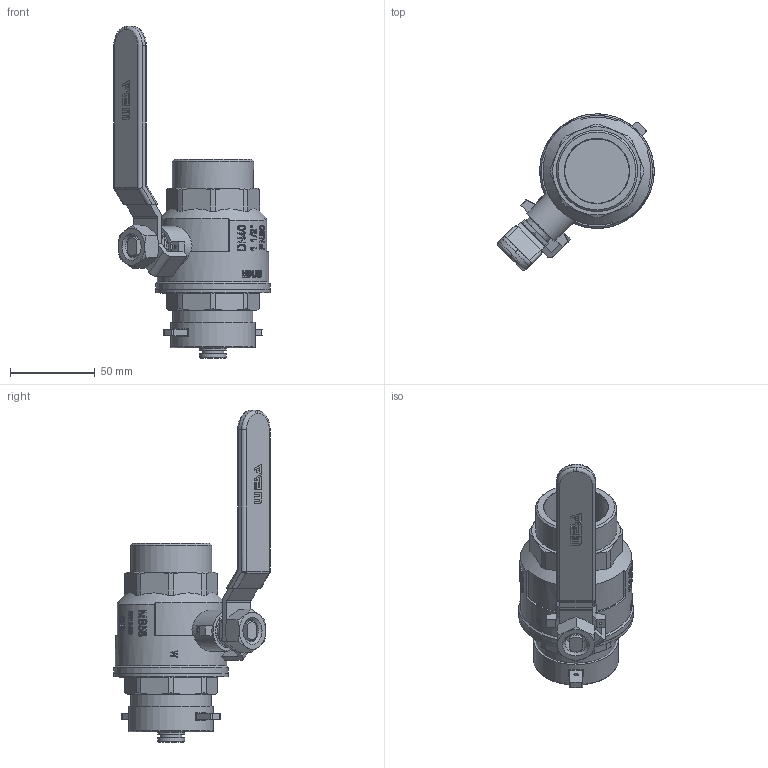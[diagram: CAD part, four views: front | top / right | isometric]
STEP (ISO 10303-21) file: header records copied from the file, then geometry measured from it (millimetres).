
FILE_DESCRIPTION(/* description */ ('Unknown','CAx-IF Rec.Pracs.---Representation and Presentation of Product Manufacturing Information (PMI)---4.0---2014-10-13','CAx-IF Rec.Pracs.---3D Tessellated Geometry---0.4---2014-09-14','2;1'),/* implementation_level */ '2;1');
FILE_NAME(/* name */ '622-08',/* time_stamp */ '2023-09-21T12:18:55+02:00',/* author */ ('Unknown'),/* organization */ ('Unknown'),/* preprocessor_version */ 'ST-DEVELOPER v18.102',/* originating_system */ 'Solid Edge',/* authorisation */ 'Unknown');
FILE_SCHEMA (('AP242_MANAGED_MODEL_BASED_3D_ENGINEERING_MIM_LF { 1 0 10303 442 1 1 4 }'));
Products named in the file (13): 622-08; Stahlgriff 1 1_4 - 1 1_2; Stahl-Griff-Ummantelung-1_1_4-1_1_2; Stahl-Griff-1_1_4-1_1_2; 620-08; 600-07_Spindel; 600-07_Stopfbuchse; 610-08_Einschraubteil; 620-08_Körper; Mutter M12; Dichtung 98001504-1 1_2; 98001504-1 1_2
Assembly tree (12 placements, depth 4):
  622-08
    Stahlgriff 1 1_4 - 1 1_2
      Stahl-Griff-Ummantelung-1_1_4-1_1_2
      Stahl-Griff-1_1_4-1_1_2
    620-08
      600-07_Spindel
        600-07_Spindel
        600-07_Stopfbuchse
      610-08_Einschraubteil
      620-08_Körper
    Mutter M12
    Dichtung 98001504-1 1_2
    98001504-1 1_2
Bounding box: 92.18 x 92.18 x 195.5 mm (x, y, z)
Volume: 137903.2 mm3; surface area: 84942.6 mm2
Topology: 9 solids, 9 shells, 1382 faces, 3814 edges, 2525 vertices
Faces by surface type: plane 1167, cylinder 135, cone 60, bspline 10, torus 8, sphere 2
Full cylindrical faces by diameter (mm): 1.5 x1, 2.5 x2, 10 x1, 13 x2, 14 x2, 14.1 x1, 14.5 x1, 15 x1, 16 x3, 18 x1, 18.38 x1, 18.398 x1, 20 x1, 24 x1, 38 x2, 44.845 x2, 45 x1, 47.803 x2, 48 x2, 50 x1, 59.5 x1, 61 x1, 61.5 x1, 65.5 x1, 67.5 x2
Entity records: 57573 total; most frequent: CARTESIAN_POINT 12110, DIRECTION 8437, ORIENTED_EDGE 7474, EDGE_CURVE 3737, AXIS2_PLACEMENT_3D 3432, VERTEX_POINT 2507, ELLIPSE 1595, LINE 1573
